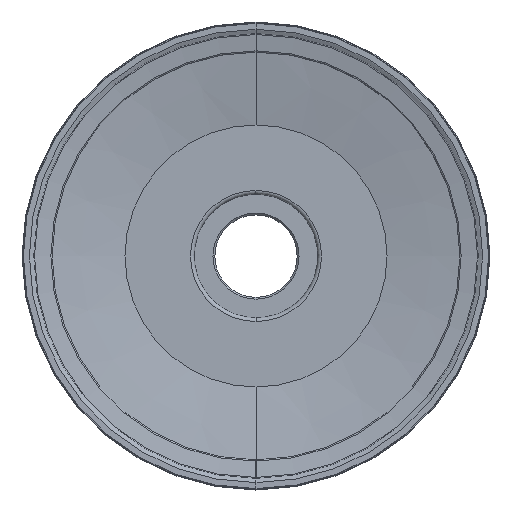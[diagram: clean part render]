
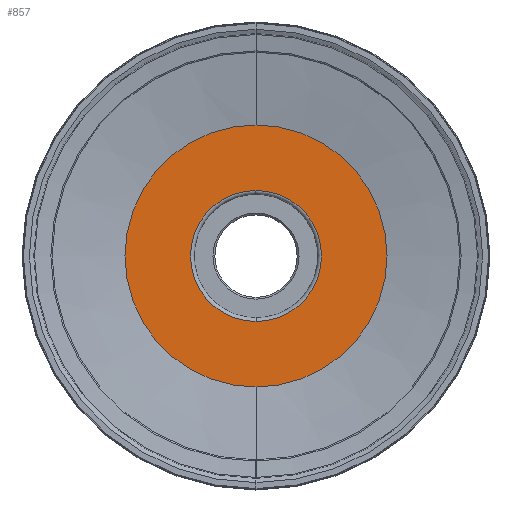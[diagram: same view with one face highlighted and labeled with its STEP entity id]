
A CAD part, top view. The second image highlights one B-rep face of the part: STEP entity #857.
In plain terms, the highlighted planar face has unit normal (0, 0, 1).
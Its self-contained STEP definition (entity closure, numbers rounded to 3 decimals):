
#32=CARTESIAN_POINT('',(0.,0.,57.949));
#33=DIRECTION('',(0.,0.,1.));
#34=DIRECTION('',(0.,1.,0.));
#35=AXIS2_PLACEMENT_3D('',#32,#33,#34);
#37=CARTESIAN_POINT('',(0.,0.,57.949));
#38=DIRECTION('',(0.,0.,-1.));
#39=DIRECTION('',(0.,1.,0.));
#40=AXIS2_PLACEMENT_3D('',#37,#38,#39);
#42=CARTESIAN_POINT('',(0.,0.,57.949));
#43=DIRECTION('',(0.,0.,-1.));
#44=DIRECTION('',(0.,1.,0.));
#45=AXIS2_PLACEMENT_3D('',#42,#43,#44);
#47=CARTESIAN_POINT('',(0.,0.,57.949));
#48=DIRECTION('',(0.,0.,-1.));
#49=DIRECTION('',(0.,-1.,0.));
#50=AXIS2_PLACEMENT_3D('',#47,#48,#49);
#761=CARTESIAN_POINT('',(0.,35.,57.949));
#763=VERTEX_POINT('',#761);
#765=CARTESIAN_POINT('',(0.,-35.,57.949));
#767=VERTEX_POINT('',#765);
#792=CARTESIAN_POINT('',(0.,17.5,57.949));
#793=CARTESIAN_POINT('',(0.,-17.5,57.949));
#794=VERTEX_POINT('',#792);
#795=VERTEX_POINT('',#793);
#842=CARTESIAN_POINT('',(0.,0.,57.949));
#843=DIRECTION('',(0.,0.,-1.));
#844=DIRECTION('',(0.,-1.,0.));
#845=AXIS2_PLACEMENT_3D('',#842,#843,#844);
#846=PLANE('',#845);
#847=ORIENTED_EDGE('',*,*,#834,.F.);
#848=ORIENTED_EDGE('',*,*,#823,.T.);
#849=EDGE_LOOP('',(#847,#848));
#850=FACE_OUTER_BOUND('',#849,.F.);
#852=ORIENTED_EDGE('',*,*,#851,.F.);
#854=ORIENTED_EDGE('',*,*,#853,.F.);
#855=EDGE_LOOP('',(#852,#854));
#856=FACE_BOUND('',#855,.F.);
#857=ADVANCED_FACE('',(#850,#856),#846,.F.);
#36=CIRCLE('',#35,35.);
#41=CIRCLE('',#40,35.);
#46=CIRCLE('',#45,17.5);
#51=CIRCLE('',#50,17.5);
#823=EDGE_CURVE('',#763,#767,#41,.T.);
#834=EDGE_CURVE('',#763,#767,#36,.T.);
#851=EDGE_CURVE('',#794,#795,#46,.T.);
#853=EDGE_CURVE('',#795,#794,#51,.T.);
